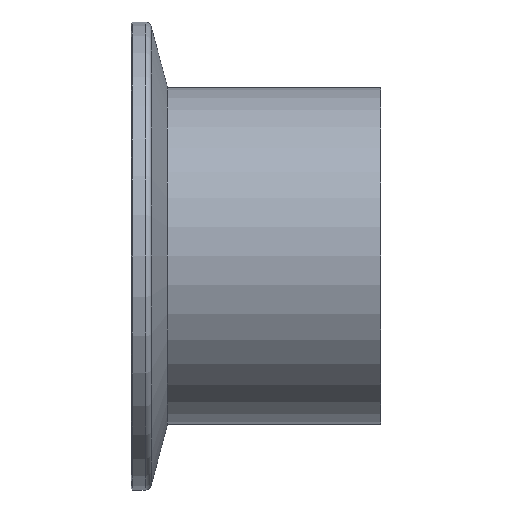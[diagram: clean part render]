
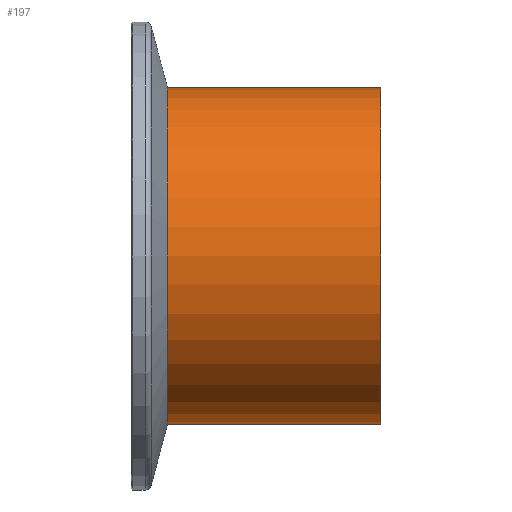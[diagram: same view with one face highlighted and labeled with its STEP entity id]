
A CAD part, left-side view. The second image highlights one B-rep face of the part: STEP entity #197.
In plain terms, the highlighted cylindrical face has radius 27 mm (diameter 54 mm), a partial arc.
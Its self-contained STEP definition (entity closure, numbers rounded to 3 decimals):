
#27 = EDGE_CURVE ( 'NONE', #390, #347, #172, .T. ) ;
#29 = LINE ( 'NONE', #318, #97 ) ;
#33 = DIRECTION ( 'NONE',  ( 0., 1., 0. ) ) ;
#41 = DIRECTION ( 'NONE',  ( 0., 1., 0. ) ) ;
#53 = CIRCLE ( 'NONE', #401, 27. ) ;
#81 = DIRECTION ( 'NONE',  ( 0., 0., 1. ) ) ;
#97 = VECTOR ( 'NONE', #33, 1000. ) ;
#108 = FACE_OUTER_BOUND ( 'NONE', #285, .T. ) ;
#112 = VECTOR ( 'NONE', #243, 1000. ) ;
#123 = CARTESIAN_POINT ( 'NONE',  ( 0., 0., -27. ) ) ;
#125 = CARTESIAN_POINT ( 'NONE',  ( 0., 0., 0. ) ) ;
#172 = LINE ( 'NONE', #383, #112 ) ;
#176 = EDGE_CURVE ( 'NONE', #207, #390, #53, .T. ) ;
#195 = EDGE_CURVE ( 'NONE', #348, #347, #360, .T. ) ;
#197 = ADVANCED_FACE ( 'NONE', ( #108 ), #219, .T. ) ;
#200 = DIRECTION ( 'NONE',  ( 0., 1., 0. ) ) ;
#204 = DIRECTION ( 'NONE',  ( 0., 1., 0. ) ) ;
#207 = VERTEX_POINT ( 'NONE', #123 ) ;
#219 = CYLINDRICAL_SURFACE ( 'NONE', #521, 27. ) ;
#238 = CARTESIAN_POINT ( 'NONE',  ( 0., 50.906, 0. ) ) ;
#243 = DIRECTION ( 'NONE',  ( 0., 1., 0. ) ) ;
#244 = ORIENTED_EDGE ( 'NONE', *, *, #195, .F. ) ;
#248 = CARTESIAN_POINT ( 'NONE',  ( 0., 0., 27. ) ) ;
#260 = ORIENTED_EDGE ( 'NONE', *, *, #27, .T. ) ;
#285 = EDGE_LOOP ( 'NONE', ( #480, #397, #260, #244 ) ) ;
#295 = CARTESIAN_POINT ( 'NONE',  ( 0., 34.187, 27. ) ) ;
#318 = CARTESIAN_POINT ( 'NONE',  ( 0., 50.906, -27. ) ) ;
#347 = VERTEX_POINT ( 'NONE', #295 ) ;
#348 = VERTEX_POINT ( 'NONE', #384 ) ;
#360 = CIRCLE ( 'NONE', #375, 27. ) ;
#375 = AXIS2_PLACEMENT_3D ( 'NONE', #503, #200, #460 ) ;
#383 = CARTESIAN_POINT ( 'NONE',  ( 0., 50.906, 27. ) ) ;
#384 = CARTESIAN_POINT ( 'NONE',  ( 0., 34.187, -27. ) ) ;
#390 = VERTEX_POINT ( 'NONE', #248 ) ;
#397 = ORIENTED_EDGE ( 'NONE', *, *, #176, .T. ) ;
#401 = AXIS2_PLACEMENT_3D ( 'NONE', #125, #204, #417 ) ;
#417 = DIRECTION ( 'NONE',  ( 0., 0., 1. ) ) ;
#460 = DIRECTION ( 'NONE',  ( 0., 0., 1. ) ) ;
#480 = ORIENTED_EDGE ( 'NONE', *, *, #537, .F. ) ;
#503 = CARTESIAN_POINT ( 'NONE',  ( 0., 34.187, 0. ) ) ;
#521 = AXIS2_PLACEMENT_3D ( 'NONE', #238, #41, #81 ) ;
#537 = EDGE_CURVE ( 'NONE', #207, #348, #29, .T. ) ;
